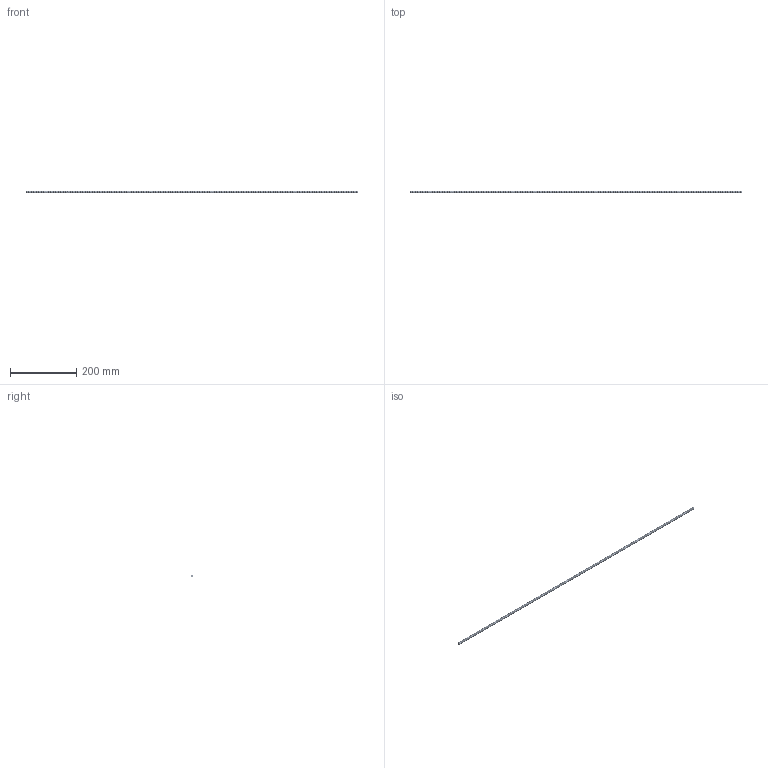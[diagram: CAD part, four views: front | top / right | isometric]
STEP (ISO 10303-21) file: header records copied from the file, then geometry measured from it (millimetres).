
FILE_DESCRIPTION (( 'STEP AP203' ), '1' );
FILE_NAME ('CLV10-TM-08-1 Øïèëüêà Ì8õ1000.STEP', '2016-02-10T12:24:13', ( '' ), ( '' ), 'SwSTEP 2.0', 'SolidWorks 2014', '' );
FILE_SCHEMA (( 'CONFIG_CONTROL_DESIGN' ));
Products named in the file (1): CLV10-TM-08-1 Øïèëüêà Ì8õ1000
Bounding box: 1000 x 8 x 8 mm (x, y, z)
Volume: 43930.4 mm3; surface area: 36717.7 mm2
Topology: 1 solids, 1 shells, 2401 faces, 4801 edges, 2402 vertices
Faces by surface type: cone 1600, cylinder 799, plane 2
Full cylindrical faces by diameter (mm): 8 x799
Entity records: 48091 total; most frequent: DIRECTION 9604, CARTESIAN_POINT 7202, AXIS2_PLACEMENT_3D 4802, ORIENTED_EDGE 4800, EDGE_LOOP 4800, FACE_OUTER_BOUND 3200, ADVANCED_FACE 2401, VERTEX_POINT 2400
